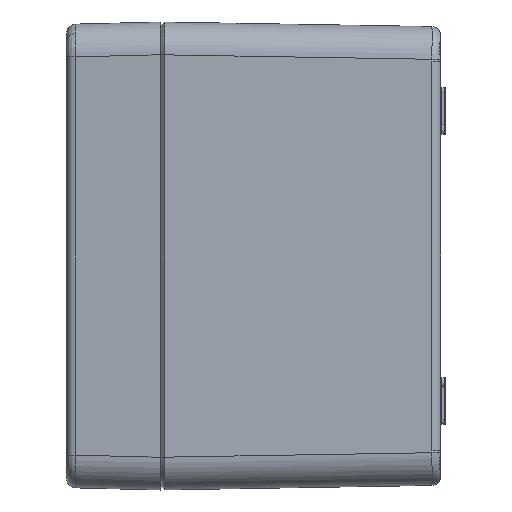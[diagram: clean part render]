
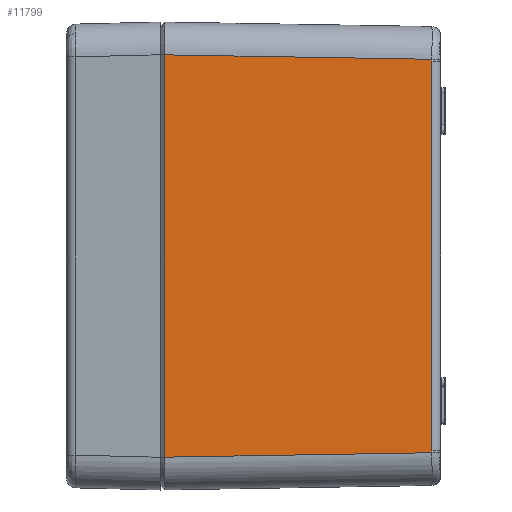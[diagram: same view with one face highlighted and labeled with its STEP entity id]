
A CAD part, left-side view. The second image highlights one B-rep face of the part: STEP entity #11799.
In plain terms, the highlighted planar face has unit normal (-1, -0.017, 0).
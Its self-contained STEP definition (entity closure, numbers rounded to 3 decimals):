
#8360 = VECTOR ( 'NONE', #12796, 1000. ) ;
#8361 = VECTOR ( 'NONE', #12812, 1000. ) ;
#8362 = VECTOR ( 'NONE', #12814, 1000. ) ;
#8364 = VECTOR ( 'NONE', #12820, 1000. ) ;
#9304 = B_SPLINE_CURVE_WITH_KNOTS ( 'NONE', 3,
 ( #12807, #12808, #12809, #12810 ),
 .UNSPECIFIED., .F., .F.,
 ( 4, 4 ),
 ( 0., 0. ),
 .UNSPECIFIED. ) ;
#9305 = B_SPLINE_CURVE_WITH_KNOTS ( 'NONE', 3,
 ( #12815, #12816, #12817, #12818 ),
 .UNSPECIFIED., .F., .F.,
 ( 4, 4 ),
 ( 0., 0. ),
 .UNSPECIFIED. ) ;
#11799 = ADVANCED_FACE ( 'NONE', ( #25211 ), #32921, .T. ) ;
#12795 = CARTESIAN_POINT ( 'NONE',  ( -79.974, -1.549, 42.975 ) ) ;
#12796 = DIRECTION ( 'NONE',  ( -0.017, 1., 0.017 ) ) ;
#12807 = CARTESIAN_POINT ( 'NONE',  ( -79.033, -58.036, -42.034 ) ) ;
#12808 = CARTESIAN_POINT ( 'NONE',  ( -79.033, -58.034, -41.909 ) ) ;
#12809 = CARTESIAN_POINT ( 'NONE',  ( -79.033, -58.033, -41.784 ) ) ;
#12810 = CARTESIAN_POINT ( 'NONE',  ( -79.033, -58.033, -41.659 ) ) ;
#12811 = CARTESIAN_POINT ( 'NONE',  ( -80.002, 0.117, -43.003 ) ) ;
#12812 = DIRECTION ( 'NONE',  ( 0.017, -1., 0.017 ) ) ;
#12813 = CARTESIAN_POINT ( 'NONE',  ( -79.033, -58.033, 42.001 ) ) ;
#12814 = DIRECTION ( 'NONE',  ( 0., 0., 1. ) ) ;
#12815 = CARTESIAN_POINT ( 'NONE',  ( -79.033, -58.033, 41.659 ) ) ;
#12816 = CARTESIAN_POINT ( 'NONE',  ( -79.033, -58.033, 41.784 ) ) ;
#12817 = CARTESIAN_POINT ( 'NONE',  ( -79.033, -58.034, 41.909 ) ) ;
#12818 = CARTESIAN_POINT ( 'NONE',  ( -79.033, -58.036, 42.034 ) ) ;
#12819 = CARTESIAN_POINT ( 'NONE',  ( -79.983, -1., -50. ) ) ;
#12820 = DIRECTION ( 'NONE',  ( 0., 0., -1. ) ) ;
#16195 = EDGE_LOOP ( 'NONE', ( #21490, #21492, #21491, #21493, #21494, #21495 ) ) ;
#17446 = VERTEX_POINT ( 'NONE', #34420 ) ;
#17447 = VERTEX_POINT ( 'NONE', #34421 ) ;
#17448 = VERTEX_POINT ( 'NONE', #34422 ) ;
#17449 = VERTEX_POINT ( 'NONE', #34423 ) ;
#17450 = VERTEX_POINT ( 'NONE', #34424 ) ;
#17451 = VERTEX_POINT ( 'NONE', #34425 ) ;
#21490 = ORIENTED_EDGE ( 'NONE', *, *, #22296, .T. ) ;
#21491 = ORIENTED_EDGE ( 'NONE', *, *, #22297, .T. ) ;
#21492 = ORIENTED_EDGE ( 'NONE', *, *, #22295, .T. ) ;
#21493 = ORIENTED_EDGE ( 'NONE', *, *, #22298, .T. ) ;
#21494 = ORIENTED_EDGE ( 'NONE', *, *, #22293, .T. ) ;
#21495 = ORIENTED_EDGE ( 'NONE', *, *, #22299, .T. ) ;
#22293 = EDGE_CURVE ( 'NONE', #17446, #17447, #35934, .T. ) ;
#22295 = EDGE_CURVE ( 'NONE', #17449, #17450, #9304, .T. ) ;
#22296 = EDGE_CURVE ( 'NONE', #17448, #17449, #35935, .T. ) ;
#22297 = EDGE_CURVE ( 'NONE', #17450, #17451, #35936, .T. ) ;
#22298 = EDGE_CURVE ( 'NONE', #17451, #17446, #9305, .T. ) ;
#22299 = EDGE_CURVE ( 'NONE', #17447, #17448, #35937, .T. ) ;
#25211 = FACE_OUTER_BOUND ( 'NONE', #16195, .T. ) ;
#32921 = PLANE ( 'NONE',  #33378 ) ;
#32922 = CARTESIAN_POINT ( 'NONE',  ( -80., 0., -50. ) ) ;
#32924 = DIRECTION ( 'NONE',  ( -1., -0.017, 0. ) ) ;
#32925 = DIRECTION ( 'NONE',  ( 0.017, -1., 0. ) ) ;
#33378 = AXIS2_PLACEMENT_3D ( 'NONE', #32922, #32924, #32925 ) ;
#34420 = CARTESIAN_POINT ( 'NONE',  ( -79.033, -58.036, 42.034 ) ) ;
#34421 = CARTESIAN_POINT ( 'NONE',  ( -79.983, -1., 42.984 ) ) ;
#34422 = CARTESIAN_POINT ( 'NONE',  ( -79.983, -1., -42.984 ) ) ;
#34423 = CARTESIAN_POINT ( 'NONE',  ( -79.033, -58.036, -42.034 ) ) ;
#34424 = CARTESIAN_POINT ( 'NONE',  ( -79.033, -58.033, -41.659 ) ) ;
#34425 = CARTESIAN_POINT ( 'NONE',  ( -79.033, -58.033, 41.659 ) ) ;
#35934 = LINE ( 'NONE', #12795, #8360 ) ;
#35935 = LINE ( 'NONE', #12811, #8361 ) ;
#35936 = LINE ( 'NONE', #12813, #8362 ) ;
#35937 = LINE ( 'NONE', #12819, #8364 ) ;
